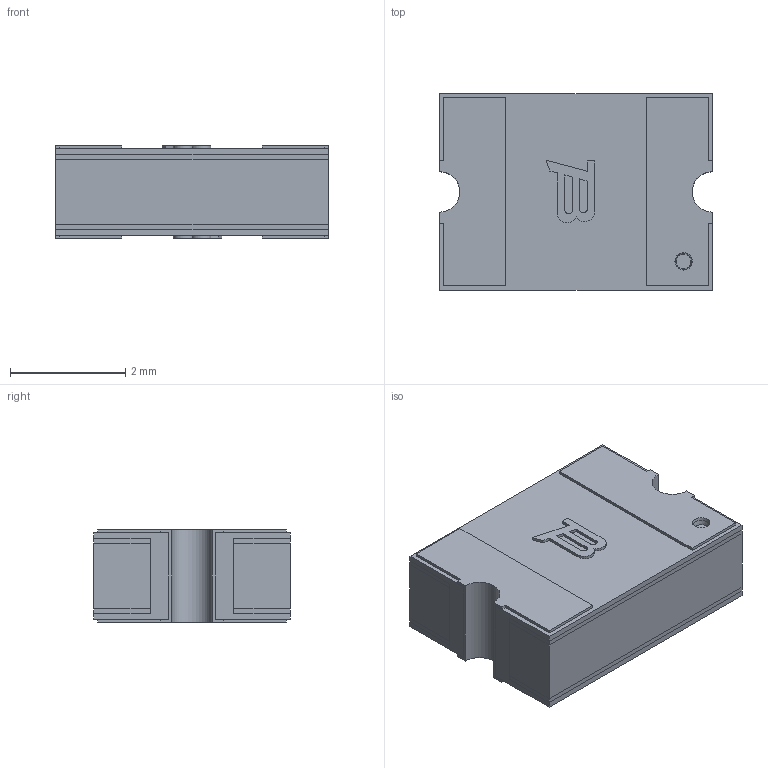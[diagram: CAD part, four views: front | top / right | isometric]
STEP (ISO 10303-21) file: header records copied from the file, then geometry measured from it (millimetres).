
FILE_DESCRIPTION(('STEP AP214'), '1');
FILE_NAME('MF-MSMF', '2018-08-10T20:24:39', ('Nobody'), (''), 'ASCON STEP Converter 1.3', 'ASCON Math Kernel', '');
FILE_SCHEMA(('AUTOMOTIVE_DESIGN { 1 0 10303 214 3 1 1}'));
Length unit declared in the file: millimetre
Bounding box: 4.73 x 3.41 x 1.6 mm (x, y, z)
Volume: 24.3 mm3; surface area: 223.4 mm2
Topology: 8 solids, 8 shells, 134 faces, 362 edges, 246 vertices
Faces by surface type: plane 108, cylinder 22, cone 4
Entity records: 5339 total; most frequent: CARTESIAN_POINT 729, ORIENTED_EDGE 700, DIRECTION 680, EDGE_CURVE 350, LINE 306, VECTOR 306, VERTEX_POINT 236, AXIS2_PLACEMENT_3D 187
